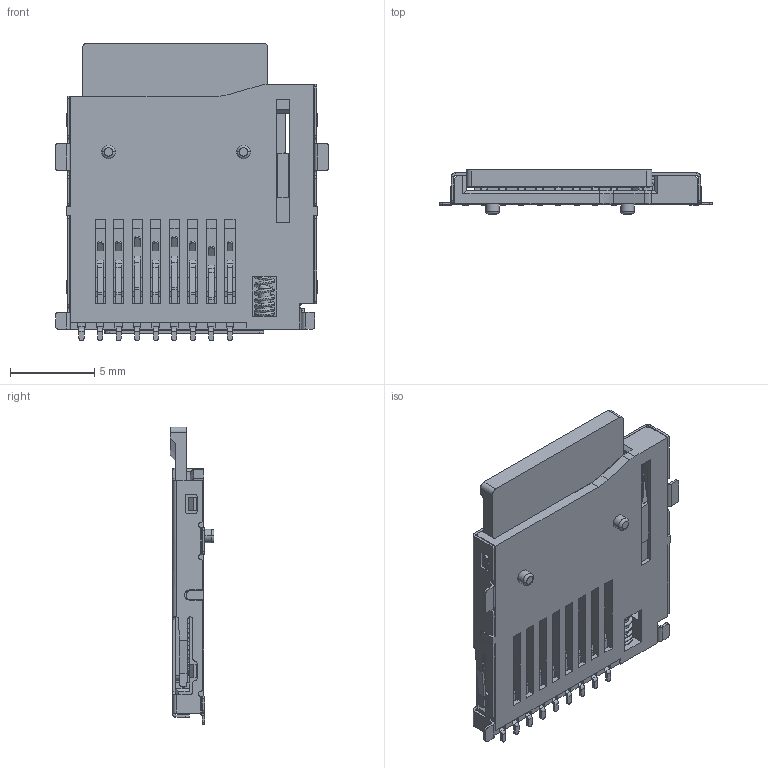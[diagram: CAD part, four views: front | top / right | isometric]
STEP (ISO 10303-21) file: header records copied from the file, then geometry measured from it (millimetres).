
FILE_DESCRIPTION((''),'2;1');
FILE_NAME('TF_PUSH_ASM','2017-08-22T11:31:51',('Administrator'),(''),'CREO PARAMETRIC BY PTC INC, 2016390','CREO PARAMETRIC BY PTC INC, 2016390','');
FILE_SCHEMA(('CONFIG_CONTROL_DESIGN'));
Length unit declared in the file: millimetre
Products named in the file (13): HOUSING; SLIDER; CONNCD_AF0; CONN08_AF2; CONN08_AF4; CONN08_02; CONN08_03; CONN_ASM; BAR; SPRING; SHELL; T-FLASH_CARD; TF_PUSH_ASM
Assembly tree (16 placements, depth 3):
  TF_PUSH_ASM
    HOUSING
    SLIDER
    CONN_ASM
      CONNCD_AF0
      CONN08_AF2
      CONN08_AF4
      CONN08_02  x5
      CONN08_03
    BAR
    SPRING
    SHELL
    T-FLASH_CARD
Bounding box: 16.18 x 2.6 x 17.65 mm (x, y, z)
Volume: 300.8 mm3; surface area: 1688.9 mm2
Topology: 15 solids, 15 shells, 1652 faces, 4223 edges, 2590 vertices
Faces by surface type: plane 1123, cylinder 474, bspline 30, torus 20, cone 3, sphere 2
Entity records: 46186 total; most frequent: CARTESIAN_POINT 13394, ORIENTED_EDGE 6846, DIRECTION 6692, EDGE_CURVE 3423, VECTOR 2636, LINE 2636, VERTEX_POINT 2110, AXIS2_PLACEMENT_3D 2028
